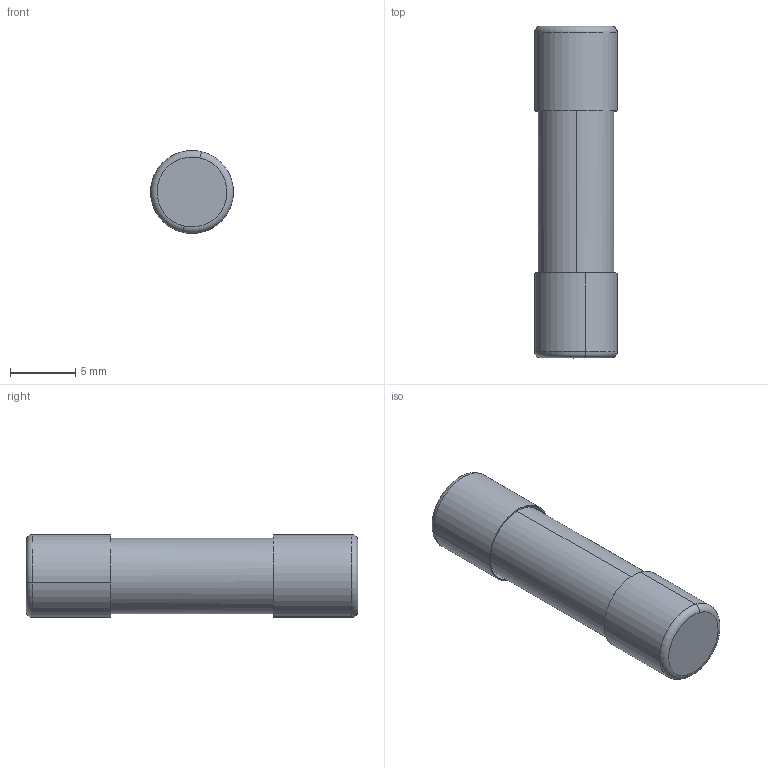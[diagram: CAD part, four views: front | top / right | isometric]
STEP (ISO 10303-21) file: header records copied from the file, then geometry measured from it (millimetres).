
FILE_DESCRIPTION (( 'STEP AP214' ), '1' );
FILE_NAME ('FOCP-ACPM-10-CF_3D.step', '2023-10-17T21:20:55', ( '' ), ( '' ), 'SwSTEP 2.0', 'SolidWorks 2022', '' );
FILE_SCHEMA (( 'AUTOMOTIVE_DESIGN' ));
Length unit declared in the file: millimetre
Products named in the file (1): FOCP-ACPM-10-CF_3D
Bounding box: 6.35 x 25.4 x 6.35 mm (x, y, z)
Volume: 435.9 mm3; surface area: 959.4 mm2
Topology: 1 solids, 2 shells, 36 faces, 76 edges, 48 vertices
Faces by surface type: cylinder 12, cone 8, torus 8, plane 8
Entity records: 1134 total; most frequent: DIRECTION 206, CARTESIAN_POINT 161, ORIENTED_EDGE 152, AXIS2_PLACEMENT_3D 93, EDGE_CURVE 76, CIRCLE 56, VERTEX_POINT 48, EDGE_LOOP 40
